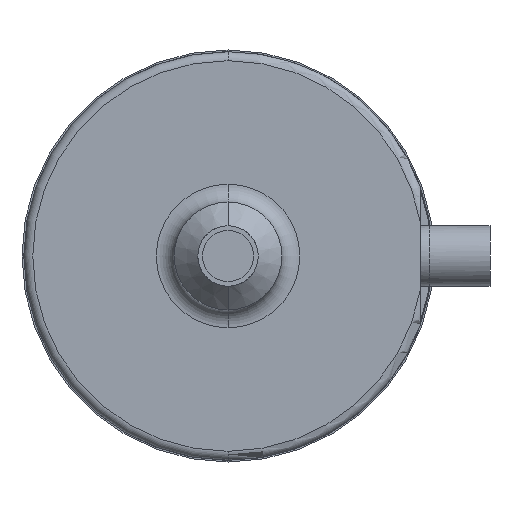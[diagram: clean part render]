
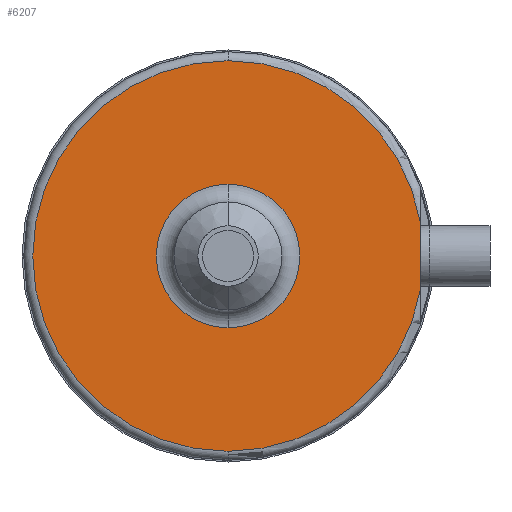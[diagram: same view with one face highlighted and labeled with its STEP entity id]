
A CAD part, front view. The second image highlights one B-rep face of the part: STEP entity #6207.
In plain terms, the highlighted planar face has unit normal (0, -1, 0).
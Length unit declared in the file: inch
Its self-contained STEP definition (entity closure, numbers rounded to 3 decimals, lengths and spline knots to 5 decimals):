
#21 = DIRECTION ( 'NONE',  ( 0., 0., 1. ) ) ;
#71 = CIRCLE ( 'NONE', #4336, 1.00125 ) ;
#505 = AXIS2_PLACEMENT_3D ( 'NONE', #4662, #1660, #2852 ) ;
#609 = AXIS2_PLACEMENT_3D ( 'NONE', #2291, #6423, #3415 ) ;
#656 = CARTESIAN_POINT ( 'NONE',  ( 2.685, -0.8, 0. ) ) ;
#898 = LINE ( 'NONE', #656, #6976 ) ;
#928 = ORIENTED_EDGE ( 'NONE', *, *, #5835, .T. ) ;
#974 = VERTEX_POINT ( 'NONE', #5694 ) ;
#1078 = CIRCLE ( 'NONE', #3501, 2.725 ) ;
#1195 = CARTESIAN_POINT ( 'NONE',  ( 0., -0.8, 0. ) ) ;
#1300 = EDGE_CURVE ( 'NONE', #974, #4103, #2949, .T. ) ;
#1407 = CARTESIAN_POINT ( 'NONE',  ( 2.685, -0.8, -0.46519 ) ) ;
#1443 = CIRCLE ( 'NONE', #609, 2.725 ) ;
#1521 = CARTESIAN_POINT ( 'NONE',  ( 0., -0.8, 0. ) ) ;
#1660 = DIRECTION ( 'NONE',  ( 0., 1., 0. ) ) ;
#1773 = DIRECTION ( 'NONE',  ( 0., -1., 0. ) ) ;
#1784 = DIRECTION ( 'NONE',  ( 0., 0., 1. ) ) ;
#1947 = DIRECTION ( 'NONE',  ( 0., 1., 0. ) ) ;
#2035 = DIRECTION ( 'NONE',  ( 0., 1., 0. ) ) ;
#2291 = CARTESIAN_POINT ( 'NONE',  ( 0., -0.8, 0. ) ) ;
#2356 = CARTESIAN_POINT ( 'NONE',  ( 2.685, -0.8, 0.46519 ) ) ;
#2582 = VERTEX_POINT ( 'NONE', #6447 ) ;
#2710 = AXIS2_PLACEMENT_3D ( 'NONE', #6468, #1773, #21 ) ;
#2825 = CARTESIAN_POINT ( 'NONE',  ( 0., -0.8, 2.725 ) ) ;
#2852 = DIRECTION ( 'NONE',  ( 0., 0., 1. ) ) ;
#2949 = CIRCLE ( 'NONE', #2981, 1.00125 ) ;
#2981 = AXIS2_PLACEMENT_3D ( 'NONE', #1521, #2035, #3917 ) ;
#3125 = ORIENTED_EDGE ( 'NONE', *, *, #1300, .T. ) ;
#3177 = EDGE_CURVE ( 'NONE', #4103, #974, #71, .T. ) ;
#3206 = VERTEX_POINT ( 'NONE', #1407 ) ;
#3393 = EDGE_CURVE ( 'NONE', #3906, #2582, #1443, .T. ) ;
#3415 = DIRECTION ( 'NONE',  ( 0., 0., 1. ) ) ;
#3501 = AXIS2_PLACEMENT_3D ( 'NONE', #1195, #4168, #3557 ) ;
#3534 = ORIENTED_EDGE ( 'NONE', *, *, #5391, .T. ) ;
#3557 = DIRECTION ( 'NONE',  ( 0., 0., 1. ) ) ;
#3906 = VERTEX_POINT ( 'NONE', #2825 ) ;
#3917 = DIRECTION ( 'NONE',  ( 0., 0., 1. ) ) ;
#3945 = VERTEX_POINT ( 'NONE', #2356 ) ;
#4103 = VERTEX_POINT ( 'NONE', #4343 ) ;
#4146 = CARTESIAN_POINT ( 'NONE',  ( 0., -0.8, 0. ) ) ;
#4168 = DIRECTION ( 'NONE',  ( 0., -1., 0. ) ) ;
#4336 = AXIS2_PLACEMENT_3D ( 'NONE', #4146, #1947, #4730 ) ;
#4343 = CARTESIAN_POINT ( 'NONE',  ( 0., -0.8, -1.00125 ) ) ;
#4662 = CARTESIAN_POINT ( 'NONE',  ( -1.00125, -0.8, 0. ) ) ;
#4664 = CIRCLE ( 'NONE', #2710, 2.725 ) ;
#4730 = DIRECTION ( 'NONE',  ( 0., 0., 1. ) ) ;
#5308 = ORIENTED_EDGE ( 'NONE', *, *, #5374, .T. ) ;
#5374 = EDGE_CURVE ( 'NONE', #2582, #3206, #4664, .T. ) ;
#5391 = EDGE_CURVE ( 'NONE', #3945, #3906, #1078, .T. ) ;
#5406 = ORIENTED_EDGE ( 'NONE', *, *, #3177, .T. ) ;
#5450 = FACE_OUTER_BOUND ( 'NONE', #7033, .T. ) ;
#5694 = CARTESIAN_POINT ( 'NONE',  ( 0., -0.8, 1.00125 ) ) ;
#5835 = EDGE_CURVE ( 'NONE', #3206, #3945, #898, .T. ) ;
#5980 = ORIENTED_EDGE ( 'NONE', *, *, #3393, .T. ) ;
#6207 = ADVANCED_FACE ( 'NONE', ( #5450, #7102 ), #7558, .F. ) ;
#6423 = DIRECTION ( 'NONE',  ( 0., -1., 0. ) ) ;
#6447 = CARTESIAN_POINT ( 'NONE',  ( 0., -0.8, -2.725 ) ) ;
#6468 = CARTESIAN_POINT ( 'NONE',  ( 0., -0.8, 0. ) ) ;
#6976 = VECTOR ( 'NONE', #1784, 39.37008 ) ;
#7033 = EDGE_LOOP ( 'NONE', ( #3534, #5980, #5308, #928 ) ) ;
#7102 = FACE_BOUND ( 'NONE', #7268, .T. ) ;
#7268 = EDGE_LOOP ( 'NONE', ( #3125, #5406 ) ) ;
#7558 = PLANE ( 'NONE',  #505 ) ;
